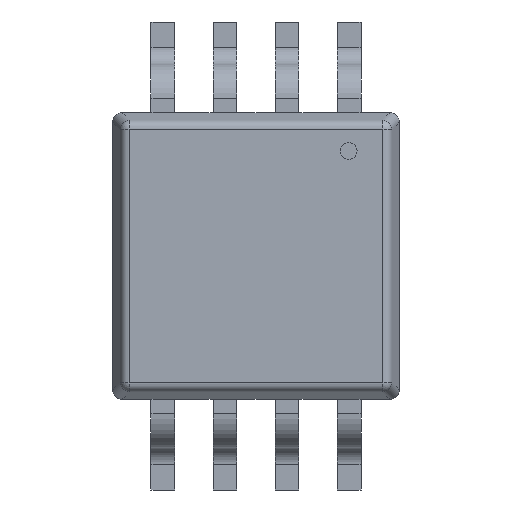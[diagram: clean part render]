
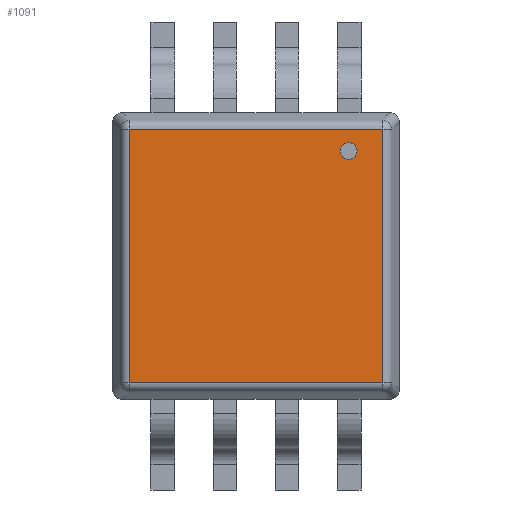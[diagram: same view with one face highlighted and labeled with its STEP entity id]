
A CAD part, front view. The second image highlights one B-rep face of the part: STEP entity #1091.
In plain terms, the highlighted planar face has unit normal (0, -1, 0).
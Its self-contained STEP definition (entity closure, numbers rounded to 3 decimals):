
#28 = DIRECTION ( 'NONE',  ( 0., 0., 1. ) ) ;
#263 = PLANE ( 'NONE',  #4212 ) ;
#477 = DIRECTION ( 'NONE',  ( 0., 1., 0. ) ) ;
#484 = EDGE_CURVE ( 'NONE', #630, #6717, #9941, .T. ) ;
#590 = CARTESIAN_POINT ( 'NONE',  ( 0.97, -0.43, 1.1 ) ) ;
#630 = VERTEX_POINT ( 'NONE', #2677 ) ;
#780 = EDGE_CURVE ( 'NONE', #6073, #1986, #9154, .T. ) ;
#1091 = ADVANCED_FACE ( 'NONE', ( #9856, #3033 ), #263, .F. ) ;
#1149 = CARTESIAN_POINT ( 'NONE',  ( 0.97, -0.43, 1.188 ) ) ;
#1224 = CARTESIAN_POINT ( 'NONE',  ( 0., -0.43, 0. ) ) ;
#1619 = EDGE_CURVE ( 'NONE', #5038, #5978, #5269, .T. ) ;
#1974 = LINE ( 'NONE', #6877, #10343 ) ;
#1986 = VERTEX_POINT ( 'NONE', #3138 ) ;
#2677 = CARTESIAN_POINT ( 'NONE',  ( 1.325, -0.43, -1.325 ) ) ;
#2831 = DIRECTION ( 'NONE',  ( 0., 0., -1. ) ) ;
#2968 = CARTESIAN_POINT ( 'NONE',  ( -1.325, -0.43, 1.325 ) ) ;
#3033 = FACE_BOUND ( 'NONE', #4501, .T. ) ;
#3105 = DIRECTION ( 'NONE',  ( 0., 0., -1. ) ) ;
#3137 = DIRECTION ( 'NONE',  ( 0., 0., -1. ) ) ;
#3138 = CARTESIAN_POINT ( 'NONE',  ( 0.97, -0.43, 1.013 ) ) ;
#3283 = EDGE_CURVE ( 'NONE', #1986, #6073, #9069, .T. ) ;
#3543 = ORIENTED_EDGE ( 'NONE', *, *, #4787, .T. ) ;
#3638 = ORIENTED_EDGE ( 'NONE', *, *, #6007, .T. ) ;
#3663 = ORIENTED_EDGE ( 'NONE', *, *, #780, .F. ) ;
#3708 = DIRECTION ( 'NONE',  ( 1., 0., 0. ) ) ;
#3859 = ORIENTED_EDGE ( 'NONE', *, *, #484, .T. ) ;
#4167 = ORIENTED_EDGE ( 'NONE', *, *, #1619, .T. ) ;
#4212 = AXIS2_PLACEMENT_3D ( 'NONE', #1224, #477, #8746 ) ;
#4501 = EDGE_LOOP ( 'NONE', ( #8827, #3663 ) ) ;
#4787 = EDGE_CURVE ( 'NONE', #6717, #5038, #1974, .T. ) ;
#4836 = AXIS2_PLACEMENT_3D ( 'NONE', #6438, #8075, #3137 ) ;
#5038 = VERTEX_POINT ( 'NONE', #2968 ) ;
#5178 = VECTOR ( 'NONE', #28, 1000. ) ;
#5269 = LINE ( 'NONE', #6060, #5534 ) ;
#5304 = AXIS2_PLACEMENT_3D ( 'NONE', #590, #8025, #3105 ) ;
#5534 = VECTOR ( 'NONE', #2831, 1000. ) ;
#5890 = CARTESIAN_POINT ( 'NONE',  ( -1.325, -0.43, -1.325 ) ) ;
#5978 = VERTEX_POINT ( 'NONE', #5890 ) ;
#6007 = EDGE_CURVE ( 'NONE', #5978, #630, #6691, .T. ) ;
#6060 = CARTESIAN_POINT ( 'NONE',  ( -1.325, -0.43, -1.4 ) ) ;
#6073 = VERTEX_POINT ( 'NONE', #1149 ) ;
#6438 = CARTESIAN_POINT ( 'NONE',  ( 0.97, -0.43, 1.1 ) ) ;
#6691 = LINE ( 'NONE', #10048, #10030 ) ;
#6717 = VERTEX_POINT ( 'NONE', #8910 ) ;
#6877 = CARTESIAN_POINT ( 'NONE',  ( -1.4, -0.43, 1.325 ) ) ;
#8025 = DIRECTION ( 'NONE',  ( 0., -1., 0. ) ) ;
#8075 = DIRECTION ( 'NONE',  ( 0., -1., 0. ) ) ;
#8182 = EDGE_LOOP ( 'NONE', ( #4167, #3638, #3859, #3543 ) ) ;
#8372 = CARTESIAN_POINT ( 'NONE',  ( 1.325, -0.43, 1.4 ) ) ;
#8746 = DIRECTION ( 'NONE',  ( 0., 0., 1. ) ) ;
#8827 = ORIENTED_EDGE ( 'NONE', *, *, #3283, .F. ) ;
#8910 = CARTESIAN_POINT ( 'NONE',  ( 1.325, -0.43, 1.325 ) ) ;
#9069 = CIRCLE ( 'NONE', #5304, 0.087 ) ;
#9154 = CIRCLE ( 'NONE', #4836, 0.087 ) ;
#9856 = FACE_OUTER_BOUND ( 'NONE', #8182, .T. ) ;
#9941 = LINE ( 'NONE', #8372, #5178 ) ;
#10030 = VECTOR ( 'NONE', #3708, 1000. ) ;
#10048 = CARTESIAN_POINT ( 'NONE',  ( 1.4, -0.43, -1.325 ) ) ;
#10152 = DIRECTION ( 'NONE',  ( -1., 0., 0. ) ) ;
#10343 = VECTOR ( 'NONE', #10152, 1000. ) ;
